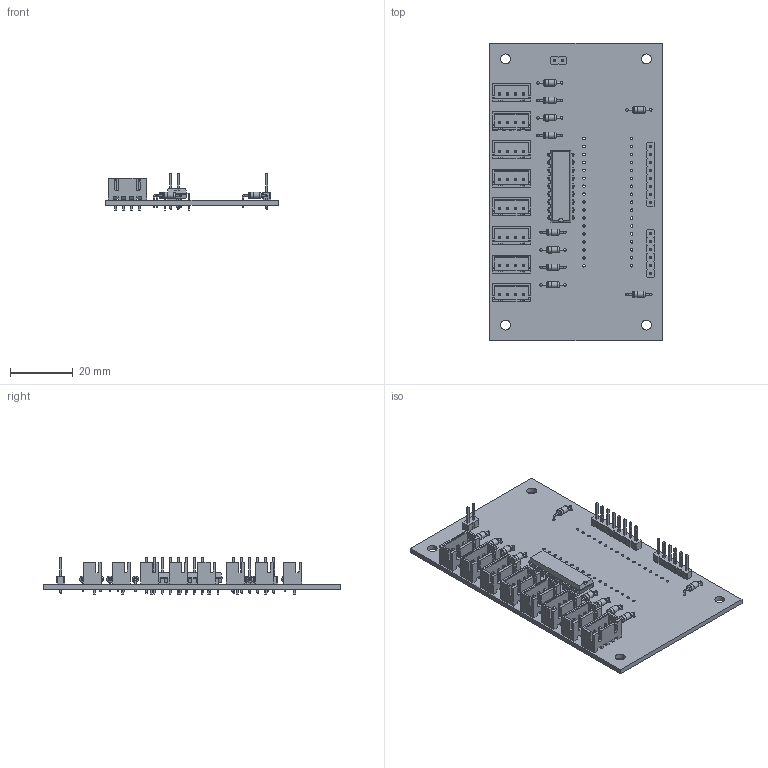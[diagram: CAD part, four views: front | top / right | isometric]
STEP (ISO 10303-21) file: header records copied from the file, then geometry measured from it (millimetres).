
FILE_DESCRIPTION(('KiCad electronic assembly'),'2;1');
FILE_NAME('PendantController.step','2024-03-12T06:56:38',('Pcbnew'),( 'Kicad'),'Open CASCADE STEP processor 7.6','KiCad to STEP converter' ,'Unknown');
FILE_SCHEMA(('AUTOMOTIVE_DESIGN { 1 0 10303 214 1 1 1 1 }'));
Length unit declared in the file: millimetre
Products named in the file (14): PendantController 1; D_DO-35_SOD27_P7.62mm_Horizontal; PinHeader_1x06_P2.54mm_Vertical; PinHeader_1x06_P254mm_Vertical; JST_XH_B4B-XH-A_1x04_P2.50mm_Vertical; JST_B4B_XH_A; PinHeader_1x02_P2.54mm_Vertical; PinHeader_1x02_P254mm_Vertical; DIP-18_W7.62mm; PinHeader_1x08_P2.54mm_Vertical; PinHeader_1x08_P254mm_Vertical; PendantController_PCB
Assembly tree (29 placements, depth 3):
  PendantController 1
    D_DO-35_SOD27_P7.62mm_Horizontal  x10
      D_DO-35_SOD27_P7.62mm_Horizontal
    PinHeader_1x06_P2.54mm_Vertical
      PinHeader_1x06_P254mm_Vertical
    JST_XH_B4B-XH-A_1x04_P2.50mm_Vertical  x8
      JST_B4B_XH_A
    PinHeader_1x02_P2.54mm_Vertical
      PinHeader_1x02_P254mm_Vertical
    DIP-18_W7.62mm
      DIP-18_W7.62mm
    PinHeader_1x08_P2.54mm_Vertical
      PinHeader_1x08_P254mm_Vertical
    PendantController_PCB
Bounding box: 55 x 95 x 11.94 mm (x, y, z)
Volume: 11111.2 mm3; surface area: 18422.8 mm2
Topology: 33 solids, 33 shells, 2132 faces, 5372 edges, 3422 vertices
Faces by surface type: plane 1809, cylinder 253, torus 40, bspline 30
Full cylindrical faces by diameter (mm): 0.5 x30, 0.8 x72, 0.95 x32, 1 x16, 2 x20, 2.02 x10, 3.2 x4
Entity records: 37126 total; most frequent: CARTESIAN_POINT 5668, ORIENTED_EDGE 5174, DIRECTION 4920, EDGE_CURVE 2587, LINE 2218, VECTOR 2218, VERTEX_POINT 1644, AXIS2_PLACEMENT_3D 1351
